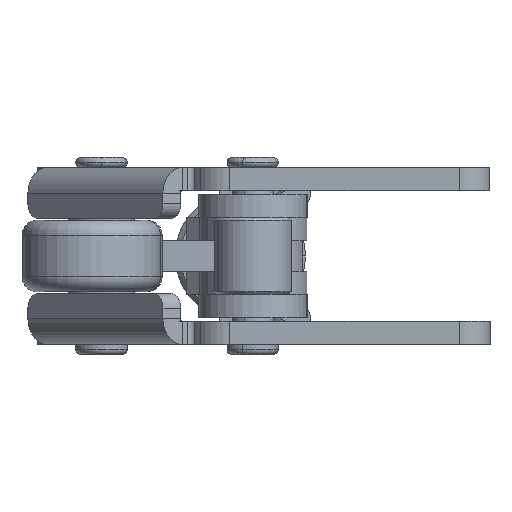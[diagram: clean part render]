
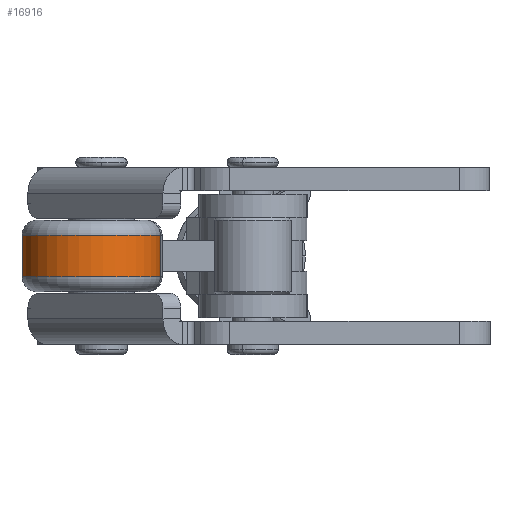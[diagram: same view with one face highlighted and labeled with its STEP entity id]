
A CAD part, front view. The second image highlights one B-rep face of the part: STEP entity #16916.
In plain terms, the highlighted cylindrical face has radius 13.5 mm (diameter 27 mm), a partial arc.
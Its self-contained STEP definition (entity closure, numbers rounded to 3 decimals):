
#2098 = DIRECTION ( 'NONE',  ( 0., 0., -1. ) ) ;
#2102 = DIRECTION ( 'NONE',  ( 0., -1., 0. ) ) ;
#2103 = CARTESIAN_POINT ( 'NONE',  ( 94.5, 7., 13.5 ) ) ;
#2715 = FACE_OUTER_BOUND ( 'NONE', #23492, .T. ) ;
#2721 = CYLINDRICAL_SURFACE ( 'NONE', #35353, 13.5 ) ;
#3462 = CIRCLE ( 'NONE', #35719, 13.5 ) ;
#3466 = VECTOR ( 'NONE', #15328, 1000. ) ;
#3467 = CIRCLE ( 'NONE', #35717, 13.5 ) ;
#3471 = LINE ( 'NONE', #15327, #3466 ) ;
#3655 = EDGE_CURVE ( 'NONE', #24077, #24047, #4603, .T. ) ;
#4393 = CARTESIAN_POINT ( 'NONE',  ( 94.5, 7., 0. ) ) ;
#4395 = DIRECTION ( 'NONE',  ( 0., -1., 0. ) ) ;
#4603 = LINE ( 'NONE', #4393, #4606 ) ;
#4606 = VECTOR ( 'NONE', #4395, 1000. ) ;
#5267 = ORIENTED_EDGE ( 'NONE', *, *, #27211, .T. ) ;
#5269 = ORIENTED_EDGE ( 'NONE', *, *, #27213, .T. ) ;
#5271 = ORIENTED_EDGE ( 'NONE', *, *, #3655, .F. ) ;
#5273 = ORIENTED_EDGE ( 'NONE', *, *, #27214, .T. ) ;
#15327 = CARTESIAN_POINT ( 'NONE',  ( 94.5, 7., 27. ) ) ;
#15328 = DIRECTION ( 'NONE',  ( 0., -1., 0. ) ) ;
#15332 = CARTESIAN_POINT ( 'NONE',  ( 94.5, -4., 13.5 ) ) ;
#15333 = DIRECTION ( 'NONE',  ( 0., 1., 0. ) ) ;
#15334 = DIRECTION ( 'NONE',  ( 0., 0., 1. ) ) ;
#15337 = CARTESIAN_POINT ( 'NONE',  ( 94.5, 4., 13.5 ) ) ;
#15338 = DIRECTION ( 'NONE',  ( 0., -1., 0. ) ) ;
#15339 = DIRECTION ( 'NONE',  ( 0., 0., 1. ) ) ;
#16916 = ADVANCED_FACE ( 'NONE', ( #2715 ), #2721, .T. ) ;
#22471 = CARTESIAN_POINT ( 'NONE',  ( 94.5, -4., 0. ) ) ;
#22501 = CARTESIAN_POINT ( 'NONE',  ( 94.5, 4., 0. ) ) ;
#22522 = CARTESIAN_POINT ( 'NONE',  ( 94.5, -4., 27. ) ) ;
#22524 = CARTESIAN_POINT ( 'NONE',  ( 94.5, 4., 27. ) ) ;
#23492 = EDGE_LOOP ( 'NONE', ( #5267, #5269, #5271, #5273 ) ) ;
#24047 = VERTEX_POINT ( 'NONE', #22471 ) ;
#24077 = VERTEX_POINT ( 'NONE', #22501 ) ;
#24098 = VERTEX_POINT ( 'NONE', #22522 ) ;
#24100 = VERTEX_POINT ( 'NONE', #22524 ) ;
#27211 = EDGE_CURVE ( 'NONE', #24100, #24098, #3471, .T. ) ;
#27213 = EDGE_CURVE ( 'NONE', #24098, #24047, #3467, .T. ) ;
#27214 = EDGE_CURVE ( 'NONE', #24077, #24100, #3462, .T. ) ;
#35353 = AXIS2_PLACEMENT_3D ( 'NONE', #2103, #2102, #2098 ) ;
#35717 = AXIS2_PLACEMENT_3D ( 'NONE', #15332, #15333, #15334 ) ;
#35719 = AXIS2_PLACEMENT_3D ( 'NONE', #15337, #15338, #15339 ) ;
